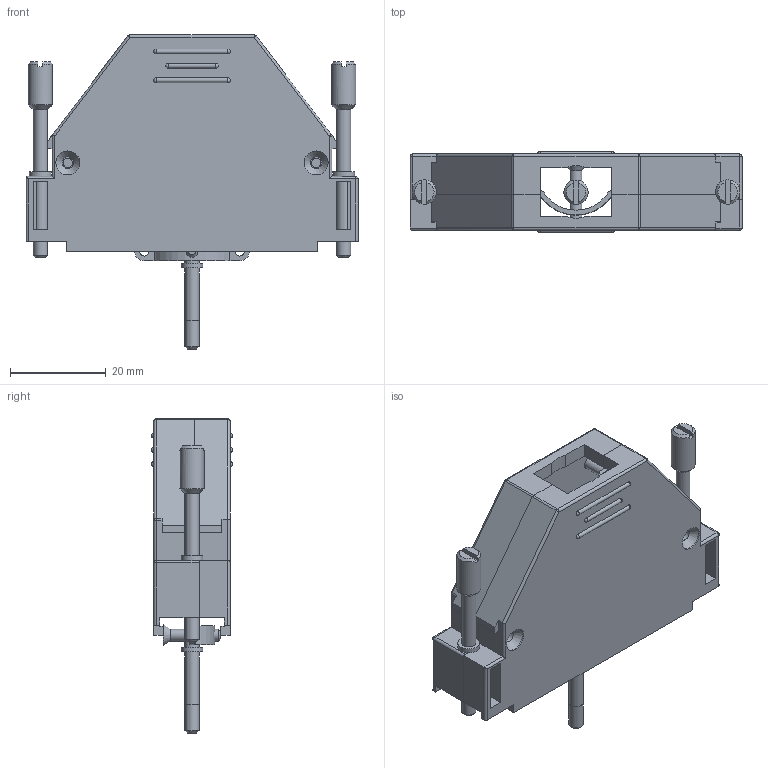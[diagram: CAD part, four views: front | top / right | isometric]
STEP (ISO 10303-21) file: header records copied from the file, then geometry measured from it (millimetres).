
FILE_DESCRIPTION( ( 'Unknown' ), '1' );
FILE_NAME( '260737.stp', 'Unknown', ( 'Unknown' ), ( 'Unknown' ), 'XStep 1.0', 'Unknown', ' ' );
FILE_SCHEMA( ( 'automotive_design' ) );
Length unit declared in the file: millimetre
Products named in the file (6): Assem1; Gehäuse_1; Gehäuse_2; Schraube; Klemme; Schraube_2
Bounding box: 69.5 x 17 x 65.8 mm (x, y, z)
Volume: 25522.7 mm3; surface area: 31606.5 mm2
Topology: 12 solids, 12 shells, 581 faces, 1583 edges, 985 vertices
Faces by surface type: plane 333, cylinder 178, sphere 44, cone 26
Full cylindrical faces by diameter (mm): 2.013 x8, 2.5 x7, 2.7 x4, 3 x9, 4.55 x3, 5 x8, 5.07 x3
Entity records: 8261 total; most frequent: CARTESIAN_POINT 1399, DIRECTION 1390, ORIENTED_EDGE 1334, EDGE_CURVE 667, LINE 486, VECTOR 486, AXIS2_PLACEMENT_3D 452, VERTEX_POINT 445
